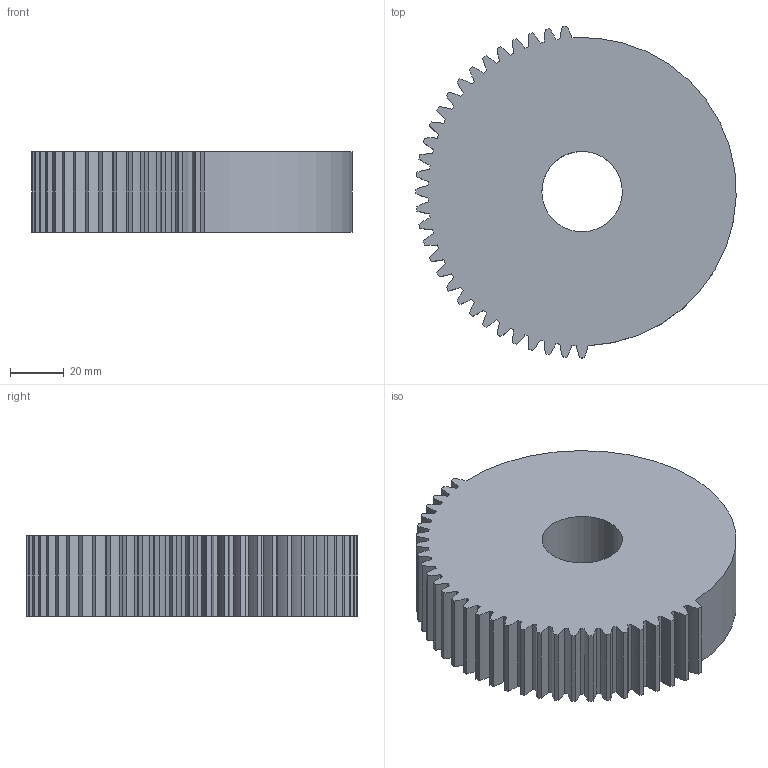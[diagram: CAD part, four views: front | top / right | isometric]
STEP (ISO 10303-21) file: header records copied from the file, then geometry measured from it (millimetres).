
FILE_DESCRIPTION( ('This file contains a STEP AP42 implementation' ,'as created by ZW3D STEP Interface translator.' ,'') ,'2;1' );
FILE_NAME( '喘謫120.stp' ,'251027.114721', (''), ('ZWCAD Software Co.'), 'Version 1.0', 'ZW3D to STEP translator', '' );
FILE_SCHEMA(('AUTOMOTIVE_DESIGN { 1 0 10303 214 1 1 1 1 }'));
Length unit declared in the file: millimetre
Products named in the file (3): 0; 喘謫120; 喘謫120_1 FEATURE
Assembly tree (1 placements, depth 2):
  0
  喘謫120
    喘謫120_1 FEATURE
Bounding box: 119.47 x 123.74 x 30 mm (x, y, z)
Volume: 303467.5 mm3; surface area: 39881 mm2
Topology: 1 solids, 1 shells, 123 faces, 365 edges, 244 vertices
Faces by surface type: cylinder 121, plane 2
Full cylindrical faces by diameter (mm): 30 x1
Entity records: 4465 total; most frequent: DIRECTION 863, CARTESIAN_POINT 736, ORIENTED_EDGE 730, AXIS2_PLACEMENT_3D 371, EDGE_CURVE 365, VERTEX_POINT 244, CIRCLE 244, EDGE_LOOP 125
